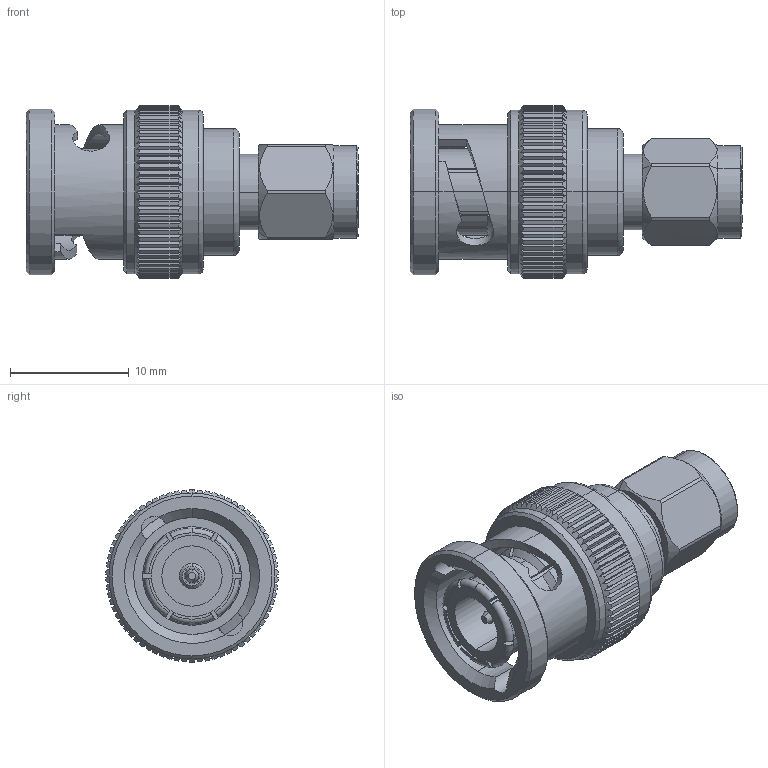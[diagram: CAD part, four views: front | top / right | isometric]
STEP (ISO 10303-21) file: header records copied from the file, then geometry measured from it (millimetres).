
FILE_DESCRIPTION (( 'STEP AP214' ), '1' );
FILE_NAME ('LCAD9792_3D.step', '2023-10-27T21:32:26', ( '' ), ( '' ), 'SwSTEP 2.0', 'SolidWorks 2022', '' );
FILE_SCHEMA (( 'AUTOMOTIVE_DESIGN' ));
Length unit declared in the file: inch
Products named in the file (1): LCAD9792_3D
Bounding box: 27.94 x 14.5 x 14.5 mm (x, y, z)
Volume: 2169.5 mm3; surface area: 2209.9 mm2
Topology: 1 solids, 1 shells, 408 faces, 1136 edges, 740 vertices
Faces by surface type: plane 188, cylinder 150, cone 37, bspline 19, torus 14
Entity records: 16460 total; most frequent: CARTESIAN_POINT 6591, ORIENTED_EDGE 2272, DIRECTION 1806, EDGE_CURVE 1136, VERTEX_POINT 740, AXIS2_PLACEMENT_3D 712, EDGE_LOOP 422, B_SPLINE_CURVE_WITH_KNOTS 416
